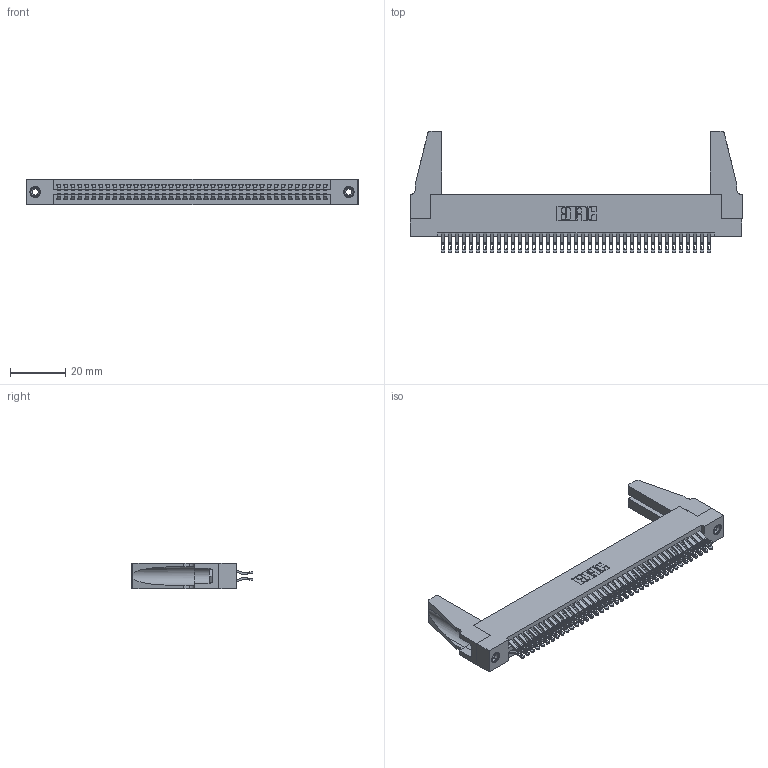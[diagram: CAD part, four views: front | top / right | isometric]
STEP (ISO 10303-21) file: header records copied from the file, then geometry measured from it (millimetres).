
FILE_DESCRIPTION (( 'STEP AP203' ), '1' );
FILE_NAME ('345-078-555-288.STEP', '2019-10-31T16:31:17', ( '' ), ( '' ), 'SwSTEP 2.0', 'SolidWorks 2016', '' );
FILE_SCHEMA (( 'CONFIG_CONTROL_DESIGN' ));
Length unit declared in the file: inch
Products named in the file (5): 345 Part_Flush Mounting Lugs - 0.156 Dia-TH; 345-292-001_555 Tail; 345-250-001_345-250-001-102; 345-220-078_345-220-088; 345-078-555-288
Assembly tree (83 placements, depth 2):
  345-078-555-288
    345 Part_Flush Mounting Lugs - 0.156 Dia-TH
    345-292-001_555 Tail  x78
    345-250-001_345-250-001-102  x2
    345-220-078_345-220-088  x2
Bounding box: 120.29 x 43.99 x 9.4 mm (x, y, z)
Volume: 15136.4 mm3; surface area: 21417.3 mm2
Topology: 83 solids, 83 shells, 4618 faces, 14461 edges, 9630 vertices
Faces by surface type: plane 2570, cylinder 2032, cone 12, torus 4
Entity records: 33478 total; most frequent: CARTESIAN_POINT 5644, ORIENTED_EDGE 5508, DIRECTION 4954, EDGE_CURVE 2754, LINE 2404, VECTOR 2404, VERTEX_POINT 1830, AXIS2_PLACEMENT_3D 1275
